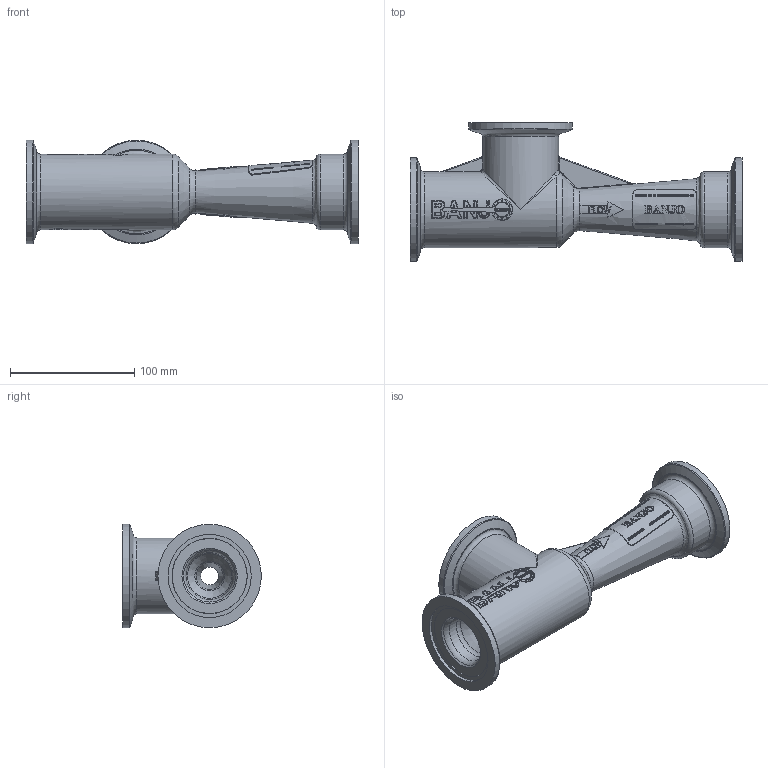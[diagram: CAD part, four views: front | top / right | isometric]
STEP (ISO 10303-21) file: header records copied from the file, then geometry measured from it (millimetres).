
FILE_DESCRIPTION((''),'2;1');
FILE_NAME('MHV220A.stp','2010-12-22T13:19:45',('mclevenger'),(''),'Autodesk Inventor 2011','Autodesk Inventor 2011','');
FILE_SCHEMA(('AUTOMOTIVE_DESIGN { 1 0 10303 214 1 1 1 1 }'));
Length unit declared in the file: inch
Products named in the file (4): MHV220A; MHV220AX; MHV220B; LABELMHV
Assembly tree (3 placements, depth 2):
  MHV220A
    MHV220AX
    MHV220B
    LABELMHV
Bounding box: 266.7 x 111.38 x 83.06 mm (x, y, z)
Volume: 362104.4 mm3; surface area: 135626.4 mm2
Topology: 3 solids, 3 shells, 1668 faces, 4449 edges, 2935 vertices
Faces by surface type: plane 970, bspline 415, cylinder 147, cone 118, torus 18
Full cylindrical faces by diameter (mm): 14.288 x1, 38.1 x1, 50.292 x1, 50.8 x3, 60.198 x1, 60.452 x1, 60.96 x3, 66.802 x3, 83.058 x3
Entity records: 59746 total; most frequent: CARTESIAN_POINT 20596, ORIENTED_EDGE 8764, DIRECTION 6981, EDGE_CURVE 4382, VERTEX_POINT 2925, AXIS2_PLACEMENT_3D 2353, VECTOR 2275, LINE 2275
